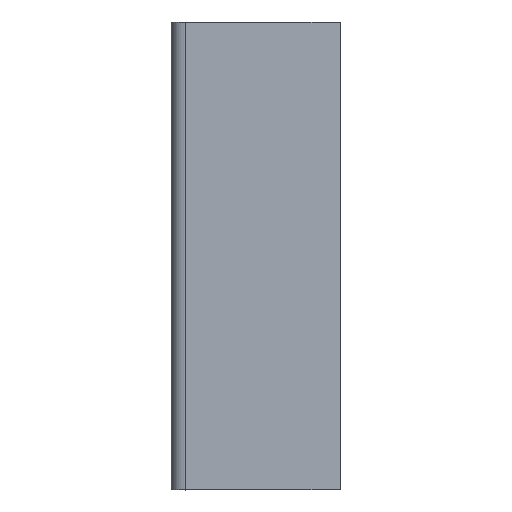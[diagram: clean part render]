
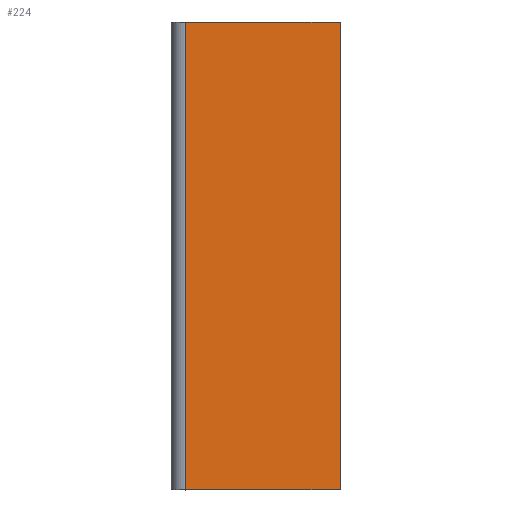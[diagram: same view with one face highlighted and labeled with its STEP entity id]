
A CAD part, top view. The second image highlights one B-rep face of the part: STEP entity #224.
In plain terms, the highlighted planar face has unit normal (0.039, 0, 0.999).
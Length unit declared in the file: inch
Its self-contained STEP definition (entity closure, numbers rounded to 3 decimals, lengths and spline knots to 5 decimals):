
#162=CARTESIAN_POINT('',(5.03988,9.99842,1.33709));
#163=VERTEX_POINT('',#162);
#171=CARTESIAN_POINT('',(5.03988,3.99842,1.33709));
#172=VERTEX_POINT('',#171);
#173=CARTESIAN_POINT('',(5.03988,3.99842,1.33709));
#174=DIRECTION('',(0.,1.,0.));
#175=VECTOR('',#174,1.);
#176=LINE('',#173,#175);
#177=EDGE_CURVE('',#172,#163,#176,.T.);
#194=ORIENTED_EDGE('',*,*,#177,.T.);
#195=CARTESIAN_POINT('',(3.06222,9.99842,1.41418));
#196=VERTEX_POINT('',#195);
#197=CARTESIAN_POINT('',(3.06222,9.99842,1.41418));
#198=DIRECTION('',(-0.999,0.,0.039));
#199=VECTOR('',#198,1.);
#200=LINE('',#197,#199);
#201=EDGE_CURVE('',#163,#196,#200,.T.);
#202=ORIENTED_EDGE('',*,*,#201,.T.);
#203=CARTESIAN_POINT('',(3.06222,3.99842,1.41418));
#204=VERTEX_POINT('',#203);
#205=CARTESIAN_POINT('',(3.06222,3.99842,1.41418));
#206=DIRECTION('',(0.,1.,0.));
#207=VECTOR('',#206,1.);
#208=LINE('',#205,#207);
#209=EDGE_CURVE('',#204,#196,#208,.T.);
#210=ORIENTED_EDGE('',*,*,#209,.F.);
#211=CARTESIAN_POINT('',(3.06222,3.99842,1.41418));
#212=DIRECTION('',(0.999,0.,-0.039));
#213=VECTOR('',#212,1.);
#214=LINE('',#211,#213);
#215=EDGE_CURVE('',#204,#172,#214,.T.);
#216=ORIENTED_EDGE('',*,*,#215,.T.);
#217=EDGE_LOOP('',(#194,#202,#210,#216));
#218=FACE_OUTER_BOUND('',#217,.T.);
#219=CARTESIAN_POINT('',(4.05105,3.99842,1.37564));
#220=DIRECTION('',(0.039,0.,0.999));
#221=DIRECTION('',(0.999,0.,-0.039));
#222=AXIS2_PLACEMENT_3D('',#219,#220,#221);
#223=PLANE('',#222);
#224=ADVANCED_FACE('',(#218),#223,.T.);
